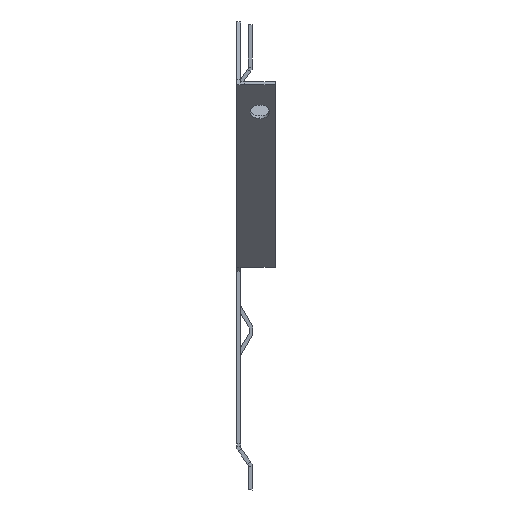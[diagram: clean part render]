
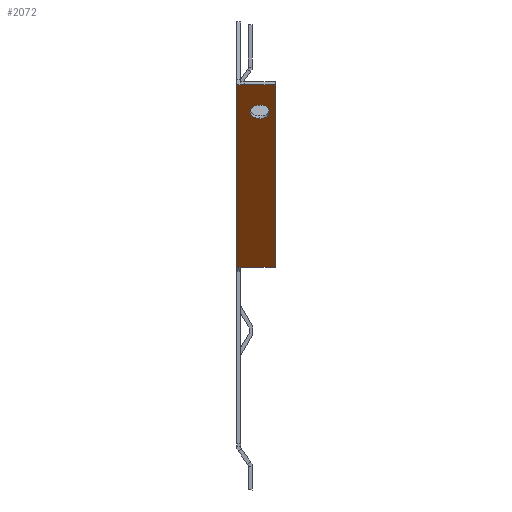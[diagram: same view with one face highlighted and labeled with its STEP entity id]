
A CAD part, left-side view. The second image highlights one B-rep face of the part: STEP entity #2072.
In plain terms, the highlighted planar face has unit normal (-0.707, 0, -0.707).
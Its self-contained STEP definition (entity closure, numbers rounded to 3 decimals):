
#14 = EDGE_LOOP ( 'NONE', ( #1819, #1254 ) ) ;
#54 = ORIENTED_EDGE ( 'NONE', *, *, #2225, .F. ) ;
#83 = PLANE ( 'NONE',  #903 ) ;
#105 = DIRECTION ( 'NONE',  ( 0.707, 0., 0.707 ) ) ;
#135 = ORIENTED_EDGE ( 'NONE', *, *, #697, .F. ) ;
#193 = VERTEX_POINT ( 'NONE', #1812 ) ;
#196 = DIRECTION ( 'NONE',  ( -0.707, 0., 0.707 ) ) ;
#259 = CARTESIAN_POINT ( 'NONE',  ( -27.837, -8.999, -75.589 ) ) ;
#328 = DIRECTION ( 'NONE',  ( 0.707, 0., -0.707 ) ) ;
#339 = EDGE_CURVE ( 'NONE', #1635, #1692, #1839, .T. ) ;
#386 = DIRECTION ( 'NONE',  ( -0.707, 0., 0.707 ) ) ;
#407 = LINE ( 'NONE', #949, #1171 ) ;
#412 = VECTOR ( 'NONE', #1480, 1000. ) ;
#445 = EDGE_CURVE ( 'NONE', #1630, #2785, #2898, .T. ) ;
#541 = CIRCLE ( 'NONE', #2190, 2.5 ) ;
#560 = EDGE_LOOP ( 'NONE', ( #135, #54, #2804, #1312, #1824, #1821 ) ) ;
#588 = CARTESIAN_POINT ( 'NONE',  ( -75.213, -8.999, -28.213 ) ) ;
#596 = CARTESIAN_POINT ( 'NONE',  ( -68.142, -4.999, -35.284 ) ) ;
#619 = CARTESIAN_POINT ( 'NONE',  ( -27.837, 1.121, -75.589 ) ) ;
#644 = EDGE_CURVE ( 'NONE', #193, #2319, #541, .T. ) ;
#679 = EDGE_CURVE ( 'NONE', #2319, #193, #1794, .T. ) ;
#697 = EDGE_CURVE ( 'NONE', #1829, #1630, #1966, .T. ) ;
#705 = DIRECTION ( 'NONE',  ( 0.707, 0., -0.707 ) ) ;
#748 = DIRECTION ( 'NONE',  ( 0., -1., 0. ) ) ;
#781 = VECTOR ( 'NONE', #328, 1000. ) ;
#857 = CARTESIAN_POINT ( 'NONE',  ( -75.213, 1., -28.213 ) ) ;
#903 = AXIS2_PLACEMENT_3D ( 'NONE', #960, #105, #2746 ) ;
#949 = CARTESIAN_POINT ( 'NONE',  ( -23.588, 1., -79.838 ) ) ;
#960 = CARTESIAN_POINT ( 'NONE',  ( -49.838, 32.479, -53.588 ) ) ;
#1068 = DIRECTION ( 'NONE',  ( -0.707, 0., -0.707 ) ) ;
#1071 = CARTESIAN_POINT ( 'NONE',  ( -75.213, -1., -28.213 ) ) ;
#1171 = VECTOR ( 'NONE', #705, 1000. ) ;
#1254 = ORIENTED_EDGE ( 'NONE', *, *, #644, .F. ) ;
#1312 = ORIENTED_EDGE ( 'NONE', *, *, #339, .T. ) ;
#1326 = FACE_OUTER_BOUND ( 'NONE', #560, .T. ) ;
#1345 = LINE ( 'NONE', #1412, #781 ) ;
#1400 = FACE_BOUND ( 'NONE', #14, .T. ) ;
#1412 = CARTESIAN_POINT ( 'NONE',  ( -27.837, -8.999, -75.589 ) ) ;
#1419 = VECTOR ( 'NONE', #748, 1000. ) ;
#1480 = DIRECTION ( 'NONE',  ( 0., 1., 0. ) ) ;
#1499 = DIRECTION ( 'NONE',  ( 0., 1., 0. ) ) ;
#1570 = VERTEX_POINT ( 'NONE', #588 ) ;
#1630 = VERTEX_POINT ( 'NONE', #2218 ) ;
#1635 = VERTEX_POINT ( 'NONE', #1071 ) ;
#1692 = VERTEX_POINT ( 'NONE', #857 ) ;
#1794 = CIRCLE ( 'NONE', #2151, 2.5 ) ;
#1812 = CARTESIAN_POINT ( 'NONE',  ( -66.374, -4.999, -37.052 ) ) ;
#1819 = ORIENTED_EDGE ( 'NONE', *, *, #679, .F. ) ;
#1821 = ORIENTED_EDGE ( 'NONE', *, *, #445, .F. ) ;
#1824 = ORIENTED_EDGE ( 'NONE', *, *, #2315, .T. ) ;
#1829 = VERTEX_POINT ( 'NONE', #259 ) ;
#1839 = LINE ( 'NONE', #2097, #2397 ) ;
#1966 = LINE ( 'NONE', #619, #2302 ) ;
#2072 = ADVANCED_FACE ( 'NONE', ( #1400, #1326 ), #83, .F. ) ;
#2091 = CARTESIAN_POINT ( 'NONE',  ( -75.213, 22.049, -28.213 ) ) ;
#2097 = CARTESIAN_POINT ( 'NONE',  ( -75.213, -1., -28.213 ) ) ;
#2151 = AXIS2_PLACEMENT_3D ( 'NONE', #2173, #2871, #386 ) ;
#2173 = CARTESIAN_POINT ( 'NONE',  ( -68.142, -4.999, -35.284 ) ) ;
#2190 = AXIS2_PLACEMENT_3D ( 'NONE', #596, #1068, #196 ) ;
#2211 = EDGE_CURVE ( 'NONE', #1635, #1570, #2528, .T. ) ;
#2218 = CARTESIAN_POINT ( 'NONE',  ( -27.837, -1., -75.589 ) ) ;
#2225 = EDGE_CURVE ( 'NONE', #1570, #1829, #1345, .T. ) ;
#2273 = CARTESIAN_POINT ( 'NONE',  ( -69.91, -4.999, -33.516 ) ) ;
#2302 = VECTOR ( 'NONE', #1499, 1000. ) ;
#2315 = EDGE_CURVE ( 'NONE', #1692, #2785, #407, .T. ) ;
#2319 = VERTEX_POINT ( 'NONE', #2273 ) ;
#2397 = VECTOR ( 'NONE', #2565, 1000. ) ;
#2528 = LINE ( 'NONE', #2091, #1419 ) ;
#2565 = DIRECTION ( 'NONE',  ( 0., 1., 0. ) ) ;
#2582 = CARTESIAN_POINT ( 'NONE',  ( -27.837, 32.479, -75.589 ) ) ;
#2640 = CARTESIAN_POINT ( 'NONE',  ( -27.837, 1., -75.589 ) ) ;
#2746 = DIRECTION ( 'NONE',  ( 0.5, -0.707, -0.5 ) ) ;
#2785 = VERTEX_POINT ( 'NONE', #2640 ) ;
#2804 = ORIENTED_EDGE ( 'NONE', *, *, #2211, .F. ) ;
#2871 = DIRECTION ( 'NONE',  ( -0.707, 0., -0.707 ) ) ;
#2898 = LINE ( 'NONE', #2582, #412 ) ;
